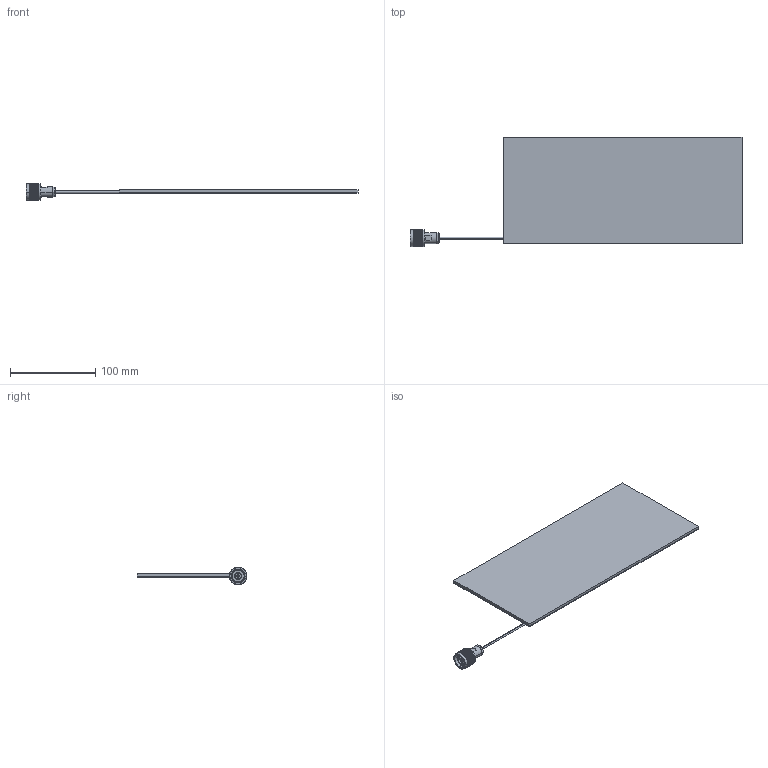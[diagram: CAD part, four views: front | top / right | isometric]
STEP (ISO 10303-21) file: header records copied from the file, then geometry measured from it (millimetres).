
FILE_DESCRIPTION (( 'STEP AP214' ), '1' );
FILE_NAME ('FMANFP1065_3D.step', '2023-02-01T18:01:43', ( '' ), ( '' ), 'SwSTEP 2.0', 'SolidWorks 2022', '' );
FILE_SCHEMA (( 'AUTOMOTIVE_DESIGN' ));
Length unit declared in the file: inch
Products named in the file (3): FMANFP1065_3D; PE4224_CRIMPED; FMANFP1065_Base Model
Assembly tree (2 placements, depth 2):
  FMANFP1065_3D
    FMANFP1065_Base Model
    PE4224_CRIMPED
Bounding box: 389.04 x 128.36 x 20.32 mm (x, y, z)
Volume: 145966.4 mm3; surface area: 147735 mm2
Topology: 4 solids, 4 shells, 2432 faces, 5244 edges, 2831 vertices
Faces by surface type: bspline 1795, cylinder 546, plane 57, cone 24, torus 10
Entity records: 93894 total; most frequent: CARTESIAN_POINT 61316, ORIENTED_EDGE 10488, EDGE_CURVE 5244, VERTEX_POINT 2831, EDGE_LOOP 2443, FACE_OUTER_BOUND 2432, ADVANCED_FACE 2432, DIRECTION 2117
